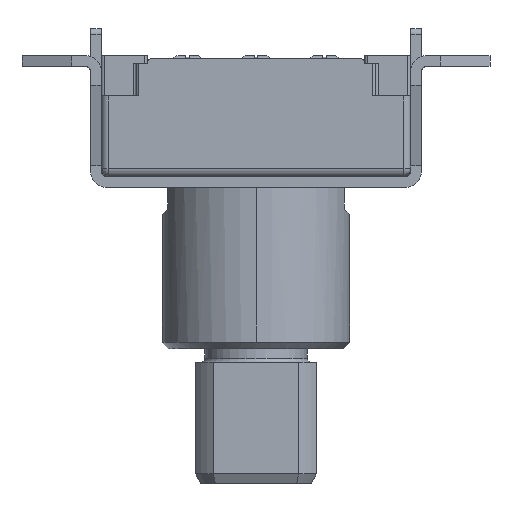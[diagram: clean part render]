
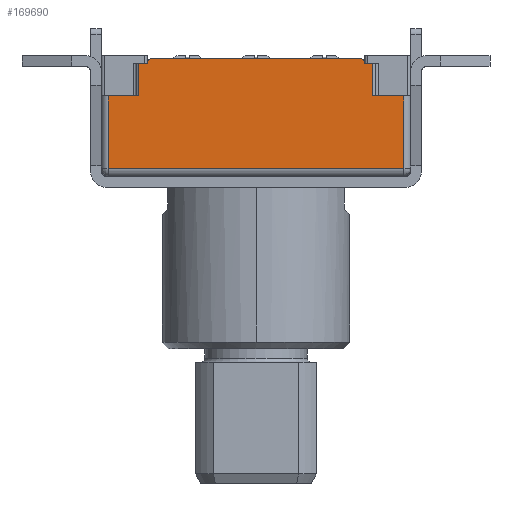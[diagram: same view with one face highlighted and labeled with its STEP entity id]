
A CAD part, left-side view. The second image highlights one B-rep face of the part: STEP entity #169690.
In plain terms, the highlighted face is planar.
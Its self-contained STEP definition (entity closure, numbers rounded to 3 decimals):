
#21530=CARTESIAN_POINT('',(10.1,11.5,1.2));
#21540=VERTEX_POINT('',#21530);
#22040=CARTESIAN_POINT('',(11.25,11.5,1.2));
#22050=VERTEX_POINT('',#22040);
#22080=CARTESIAN_POINT('',(10.2,11.5,1.2));
#22090=DIRECTION('',(1.,0.,0.));
#22100=VECTOR('',#22090,1.);
#22110=LINE('',#22080,#22100);
#22120=EDGE_CURVE('',#21540,#22050,#22110,.T.);
#72250=CARTESIAN_POINT('',(1.4,11.5,1.2));
#72260=VERTEX_POINT('',#72250);
#72290=CARTESIAN_POINT('',(0.,11.5,1.2));
#72300=DIRECTION('',(1.,0.,0.));
#72310=VECTOR('',#72300,1.);
#72320=LINE('',#72290,#72310);
#72330=CARTESIAN_POINT('',(0.25,11.5,1.2));
#72340=VERTEX_POINT('',#72330);
#72350=EDGE_CURVE('',#72340,#72260,#72320,.T.);
#72710=CARTESIAN_POINT('',(0.25,11.5,4.2));
#72720=DIRECTION('',(0.,0.,-1.));
#72730=VECTOR('',#72720,1.);
#72740=LINE('',#72710,#72730);
#72750=CARTESIAN_POINT('',(0.25,11.5,3.9));
#72760=VERTEX_POINT('',#72750);
#72770=EDGE_CURVE('',#72760,#72340,#72740,.T.);
#89530=CARTESIAN_POINT('',(1.4,11.5,0.));
#89540=VERTEX_POINT('',#89530);
#89570=CARTESIAN_POINT('',(1.4,11.5,0.));
#89580=DIRECTION('',(0.,0.,1.));
#89590=VECTOR('',#89580,1.);
#89600=LINE('',#89570,#89590);
#89610=EDGE_CURVE('',#89540,#72260,#89600,.T.);
#92110=CARTESIAN_POINT('',(10.1,11.5,0.));
#92120=DIRECTION('',(0.,0.,-1.));
#92130=VECTOR('',#92120,1.);
#92140=LINE('',#92110,#92130);
#92150=CARTESIAN_POINT('',(10.1,11.5,0.));
#92160=VERTEX_POINT('',#92150);
#92170=EDGE_CURVE('',#21540,#92160,#92140,.T.);
#143630=CARTESIAN_POINT('',(5.75,11.5,0.));
#143640=DIRECTION('',(-1.,0.,0.));
#143650=VECTOR('',#143640,1.);
#143660=LINE('',#143630,#143650);
#143670=CARTESIAN_POINT('',(9.8,11.5,0.));
#143680=VERTEX_POINT('',#143670);
#143690=EDGE_CURVE('',#92160,#143680,#143660,.T.);
#143760=CARTESIAN_POINT('',(1.7,11.5,0.));
#143770=VERTEX_POINT('',#143760);
#143780=EDGE_CURVE('',#143770,#89540,#143660,.T.);
#144060=CARTESIAN_POINT('',(9.6,11.5,0.));
#144070=DIRECTION('',(0.,-1.,0.));
#144080=DIRECTION('',(1.,0.,0.));
#144090=AXIS2_PLACEMENT_3D('',#144060,#144070,#144080);
#144100=CIRCLE('',#144090,0.2);
#144110=CARTESIAN_POINT('',(9.6,11.5,-0.2));
#144120=VERTEX_POINT('',#144110);
#144130=EDGE_CURVE('',#144120,#143680,#144100,.T.);
#145730=CARTESIAN_POINT('',(1.9,11.5,0.));
#145740=DIRECTION('',(0.,1.,0.));
#145750=DIRECTION('',(-1.,0.,0.));
#145760=AXIS2_PLACEMENT_3D('',#145730,#145740,#145750);
#145770=CIRCLE('',#145760,0.2);
#145780=CARTESIAN_POINT('',(1.9,11.5,-0.2));
#145790=VERTEX_POINT('',#145780);
#145800=EDGE_CURVE('',#145790,#143770,#145770,.T.);
#146400=CARTESIAN_POINT('',(1.7,11.5,-0.2));
#146410=DIRECTION('',(1.,0.,0.));
#146420=VECTOR('',#146410,1.);
#146430=LINE('',#146400,#146420);
#146440=EDGE_CURVE('',#145790,#144120,#146430,.T.);
#169270=CARTESIAN_POINT('',(11.5,11.5,3.9));
#169280=DIRECTION('',(1.,0.,0.));
#169290=VECTOR('',#169280,1.);
#169300=LINE('',#169270,#169290);
#169310=CARTESIAN_POINT('',(11.25,11.5,3.9));
#169320=VERTEX_POINT('',#169310);
#169330=EDGE_CURVE('',#72760,#169320,#169300,.T.);
#169450=CARTESIAN_POINT('',(5.149,11.5,2.806));
#169460=DIRECTION('',(0.,1.,0.));
#169470=DIRECTION('',(1.,0.,0.));
#169480=AXIS2_PLACEMENT_3D('',#169450,#169460,#169470);
#169490=PLANE('',#169480);
#169500=ORIENTED_EDGE('',*,*,#169330,.T.);
#169510=ORIENTED_EDGE('',*,*,#72770,.F.);
#169520=ORIENTED_EDGE('',*,*,#72350,.F.);
#169530=ORIENTED_EDGE('',*,*,#89610,.T.);
#169540=ORIENTED_EDGE('',*,*,#143780,.T.);
#169550=ORIENTED_EDGE('',*,*,#145800,.T.);
#169560=ORIENTED_EDGE('',*,*,#146440,.F.);
#169570=ORIENTED_EDGE('',*,*,#144130,.F.);
#169580=ORIENTED_EDGE('',*,*,#143690,.T.);
#169590=ORIENTED_EDGE('',*,*,#92170,.T.);
#169600=ORIENTED_EDGE('',*,*,#22120,.F.);
#169610=CARTESIAN_POINT('',(11.25,11.5,4.2));
#169620=DIRECTION('',(0.,0.,-1.));
#169630=VECTOR('',#169620,1.);
#169640=LINE('',#169610,#169630);
#169650=EDGE_CURVE('',#169320,#22050,#169640,.T.);
#169660=ORIENTED_EDGE('',*,*,#169650,.T.);
#169670=EDGE_LOOP('',(#169660,#169600,#169590,#169580,#169570,#169560,
#169550,#169540,#169530,#169520,#169510,#169500));
#169680=FACE_OUTER_BOUND('',#169670,.T.);
#169690=ADVANCED_FACE('',(#169680),#169490,.T.);
